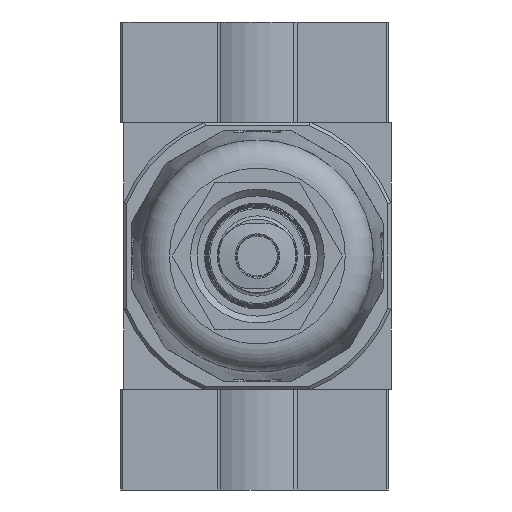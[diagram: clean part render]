
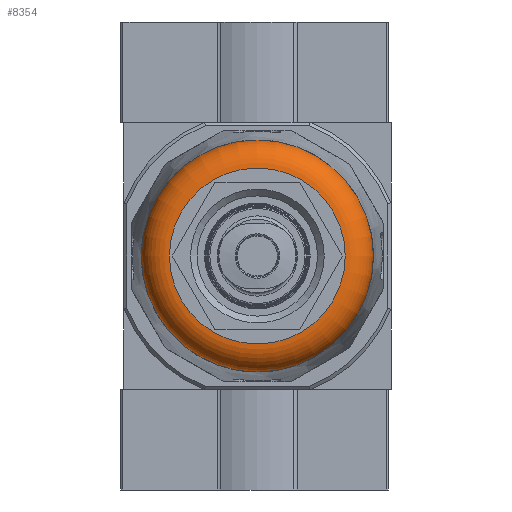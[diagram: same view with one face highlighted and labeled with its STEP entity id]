
A CAD part, front view. The second image highlights one B-rep face of the part: STEP entity #8354.
In plain terms, the highlighted toroidal (fillet/blend) face has major radius 13.15 mm and minor radius 4.2 mm.
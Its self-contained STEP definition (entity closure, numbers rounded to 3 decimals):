
#82=TOROIDAL_SURFACE('',#8856,13.15,4.2);
#1767=ORIENTED_EDGE('',*,*,#3252,.T.);
#1768=ORIENTED_EDGE('',*,*,#3251,.F.);
#3251=EDGE_CURVE('',#3993,#3993,#4470,.T.);
#3252=EDGE_CURVE('',#3994,#3994,#4471,.T.);
#3993=VERTEX_POINT('',#12079);
#3994=VERTEX_POINT('',#12082);
#4470=CIRCLE('',#8855,13.15);
#4471=CIRCLE('',#8857,17.35);
#4830=EDGE_LOOP('',(#1767));
#4831=EDGE_LOOP('',(#1768));
#5364=FACE_BOUND('',#4830,.T.);
#5365=FACE_BOUND('',#4831,.T.);
#8354=ADVANCED_FACE('',(#5364,#5365),#82,.T.);
#8855=AXIS2_PLACEMENT_3D('',#12078,#9902,#9903);
#8856=AXIS2_PLACEMENT_3D('',#12080,#9904,#9905);
#8857=AXIS2_PLACEMENT_3D('',#12081,#9906,#9907);
#9902=DIRECTION('',(0.,-1.,0.));
#9903=DIRECTION('',(0.,0.,-1.));
#9904=DIRECTION('',(0.,-1.,0.));
#9905=DIRECTION('',(0.,0.,-1.));
#9906=DIRECTION('',(0.,-1.,0.));
#9907=DIRECTION('',(0.,0.,-1.));
#12078=CARTESIAN_POINT('',(0.,-119.,0.));
#12079=CARTESIAN_POINT('',(0.,-119.,-13.15));
#12080=CARTESIAN_POINT('',(0.,-114.8,0.));
#12081=CARTESIAN_POINT('',(0.,-114.8,0.));
#12082=CARTESIAN_POINT('',(0.,-114.8,-17.35));
